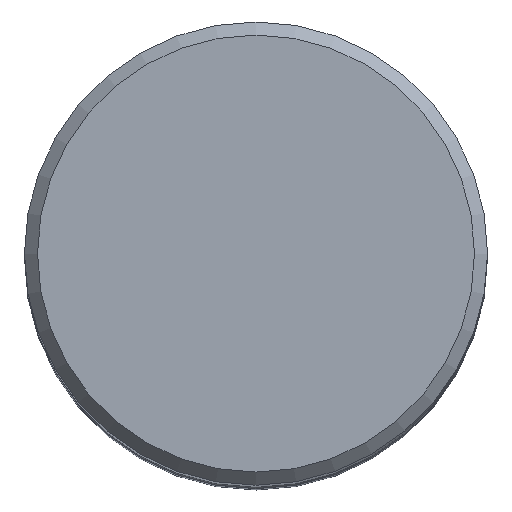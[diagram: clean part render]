
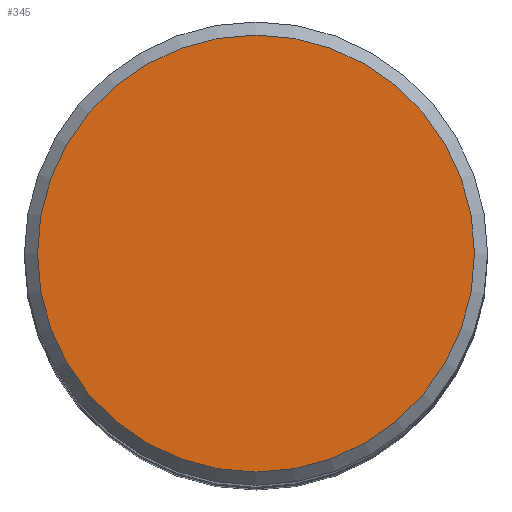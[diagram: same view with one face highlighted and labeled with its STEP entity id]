
A CAD part, top view. The second image highlights one B-rep face of the part: STEP entity #345.
In plain terms, the highlighted free-form (B-spline) face has degree [1, 1] with [2, 2] control points.
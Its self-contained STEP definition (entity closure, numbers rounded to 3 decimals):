
#301 = VERTEX_POINT('', #302);
#302 = CARTESIAN_POINT('', (11.813, 0., 0.));
#308 = EDGE_CURVE('', #301, #309, #311, .T.);
#309 = VERTEX_POINT('', #310);
#310 = CARTESIAN_POINT('', (-11.813, 0., 0.));
#311 = CIRCLE('', #312, 11.813);
#312 = AXIS2_PLACEMENT_3D('', #313, #314, #315);
#313 = CARTESIAN_POINT('', (0., 0., 0.));
#314 = DIRECTION('', (0., 0., -1.));
#315 = DIRECTION('', (-1., 0., 0.));
#317 = EDGE_CURVE('', #309, #301, #318, .T.);
#318 = CIRCLE('', #319, 11.813);
#319 = AXIS2_PLACEMENT_3D('', #320, #321, #322);
#320 = CARTESIAN_POINT('', (0., 0., 0.));
#321 = DIRECTION('', (0., 0., -1.));
#322 = DIRECTION('', (-1., 0., 0.));
#345 = ADVANCED_FACE('', (#346), #350, .T.);
#346 = FACE_OUTER_BOUND('', #347, .T.);
#347 = EDGE_LOOP('', (#348, #349));
#348 = ORIENTED_EDGE('', *, *, #317, .F.);
#349 = ORIENTED_EDGE('', *, *, #308, .F.);
#350 = B_SPLINE_SURFACE_WITH_KNOTS('', 1, 1, ((#351, #352), (#353, #354)), .UNSPECIFIED., .F., .F., .U., (2, 2), (2, 2), (-11.814, 11.814), (-11.814, 11.814), .UNSPECIFIED.);
#351 = CARTESIAN_POINT('', (11.814, 11.814, 0.));
#352 = CARTESIAN_POINT('', (11.814, -11.814, 0.));
#353 = CARTESIAN_POINT('', (-11.814, 11.814, 0.));
#354 = CARTESIAN_POINT('', (-11.814, -11.814, 0.));
